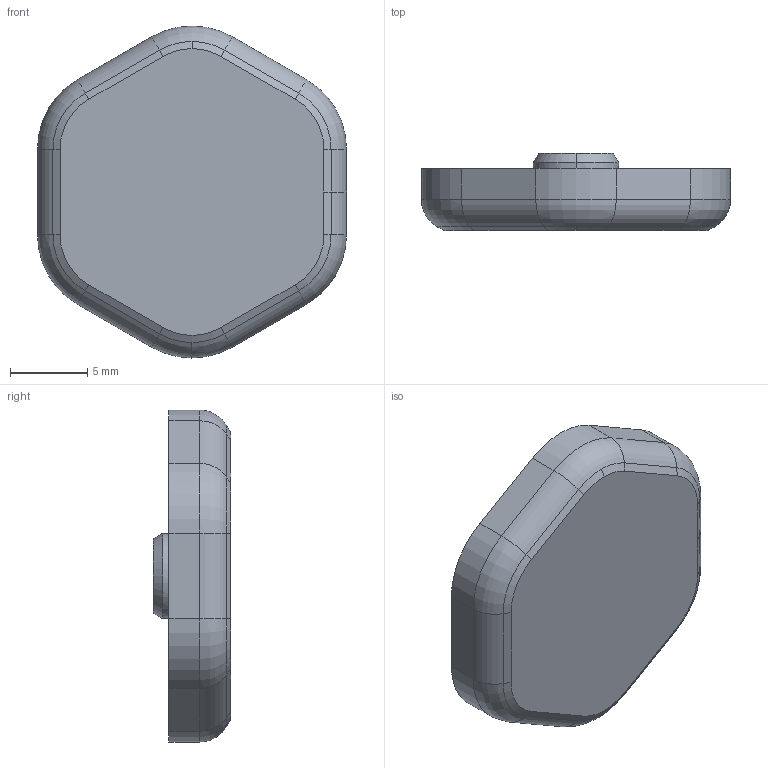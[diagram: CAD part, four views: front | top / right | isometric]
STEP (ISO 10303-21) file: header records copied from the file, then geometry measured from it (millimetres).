
FILE_DESCRIPTION (( 'STEP AP214' ), '1' );
FILE_NAME ('Button Low Profile V1 Hex 20mm.STEP', '2022-10-16T12:46:59', ( '' ), ( '' ), 'SwSTEP 2.0', 'SolidWorks 2022', '' );
FILE_SCHEMA (( 'AUTOMOTIVE_DESIGN' ));
Length unit declared in the file: millimetre
Products named in the file (1): Button Low Profile V1 Hex 20mm
Bounding box: 20 x 5 x 21.49 mm (x, y, z)
Volume: 800.8 mm3; surface area: 1074.3 mm2
Topology: 2 solids, 2 shells, 103 faces, 229 edges, 130 vertices
Faces by surface type: plane 50, cylinder 21, cone 18, torus 14
Entity records: 2831 total; most frequent: DIRECTION 522, CARTESIAN_POINT 463, ORIENTED_EDGE 458, EDGE_CURVE 229, AXIS2_PLACEMENT_3D 189, VECTOR 144, LINE 144, VERTEX_POINT 130
